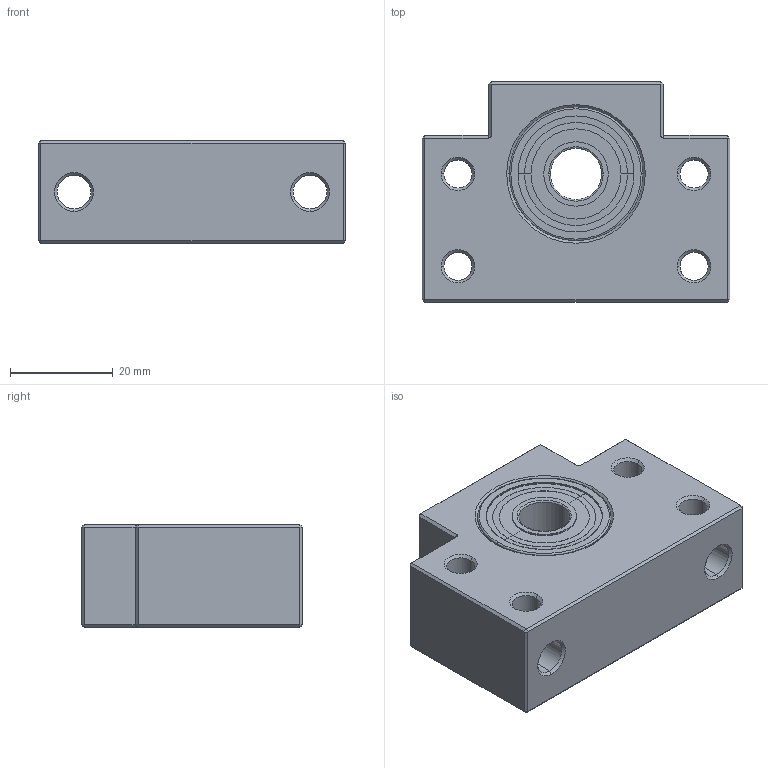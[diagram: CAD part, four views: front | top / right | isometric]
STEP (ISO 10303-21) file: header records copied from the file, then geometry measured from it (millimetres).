
FILE_DESCRIPTION (( 'STEP AP214' ), '1' );
FILE_NAME ('BF12 Unit.STEP', '2018-03-24T09:26:13', ( '' ), ( '' ), 'SwSTEP 2.0', 'SolidWorks 2017', '' );
FILE_SCHEMA (( 'AUTOMOTIVE_DESIGN' ));
Length unit declared in the file: millimetre
Products named in the file (6): 6000-2RSH; 6000-2RSH_PART3; 6000-2RSH_PART2; 6000-2RSH_PART1; BF Body_BF12; BF12 Unit
Assembly tree (11 placements, depth 3):
  BF12 Unit
    BF Body_BF12
    6000-2RSH
      6000-2RSH_PART1
      6000-2RSH_PART2
      6000-2RSH_PART3  x7
Bounding box: 60 x 43 x 20 mm (x, y, z)
Volume: 33997.1 mm3; surface area: 14875.5 mm2
Topology: 10 solids, 10 shells, 204 faces, 479 edges, 279 vertices
Faces by surface type: cone 56, plane 56, cylinder 52, torus 26, sphere 14
Entity records: 6340 total; most frequent: CARTESIAN_POINT 1437, DIRECTION 1010, ORIENTED_EDGE 864, EDGE_CURVE 432, AXIS2_PLACEMENT_3D 403, VERTEX_POINT 246, EDGE_LOOP 216, LINE 204
